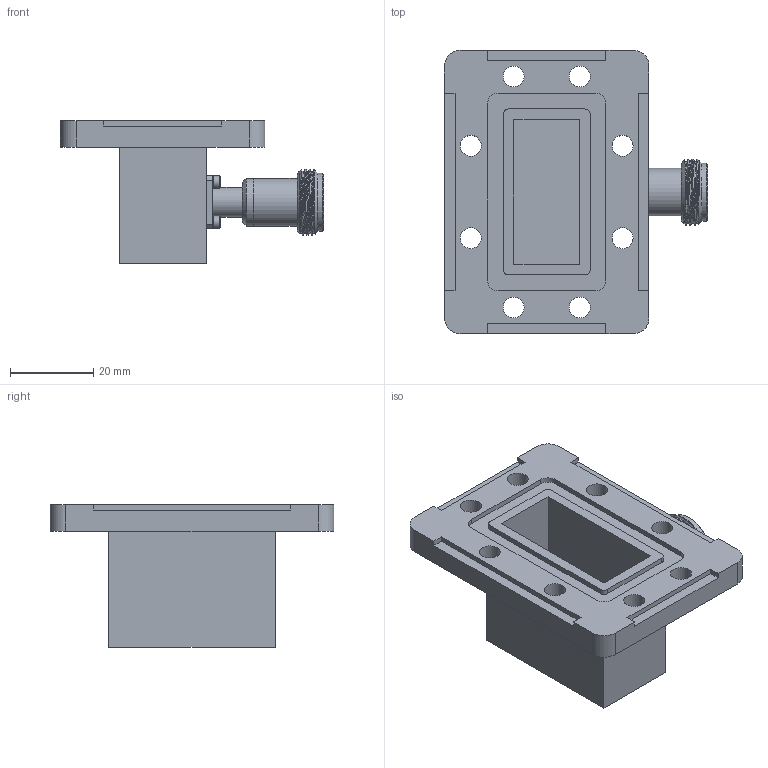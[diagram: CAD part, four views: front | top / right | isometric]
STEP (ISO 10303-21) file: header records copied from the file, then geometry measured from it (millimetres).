
FILE_DESCRIPTION (( 'STEP AP203' ), '1' );
FILE_NAME ('PE9838_3D.step', '2022-02-10T17:42:36', ( '' ), ( '' ), 'SwSTEP 2.0', 'SolidWorks 2021', '' );
FILE_SCHEMA (( 'CONFIG_CONTROL_DESIGN' ));
Length unit declared in the file: inch
Products named in the file (1): PE9838_3D
Bounding box: 63.28 x 68.25 x 34.29 mm (x, y, z)
Volume: 27546.8 mm3; surface area: 17459.5 mm2
Topology: 1 solids, 1 shells, 182 faces, 430 edges, 268 vertices
Faces by surface type: plane 104, cone 41, cylinder 34, bspline 3
Full cylindrical faces by diameter (mm): 1.524 x1, 2.54 x1, 2.997 x4, 5.029 x8, 7.112 x1, 7.366 x1, 8.382 x1, 11.431 x2, 13.971 x2
Entity records: 6314 total; most frequent: CARTESIAN_POINT 2232, DIRECTION 822, ORIENTED_EDGE 770, EDGE_CURVE 385, AXIS2_PLACEMENT_3D 299, VERTEX_POINT 257, EDGE_LOOP 250, LINE 224
